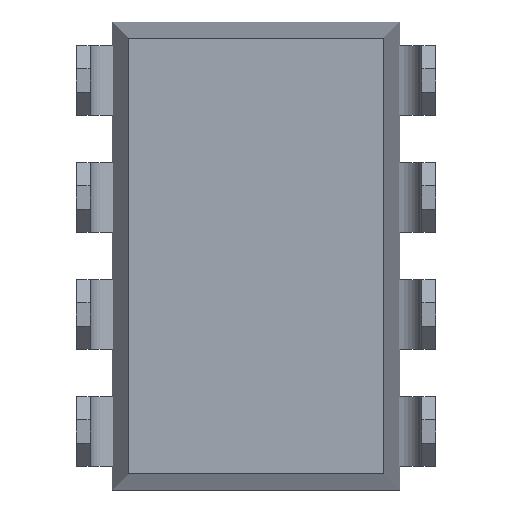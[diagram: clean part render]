
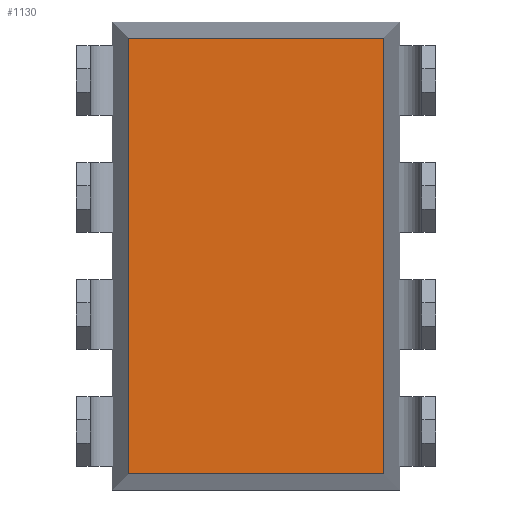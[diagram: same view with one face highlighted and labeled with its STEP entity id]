
A CAD part, front view. The second image highlights one B-rep face of the part: STEP entity #1130.
In plain terms, the highlighted planar face has unit normal (0, -1, 0).
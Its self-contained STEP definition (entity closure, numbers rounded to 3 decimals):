
#596 = VERTEX_POINT ( 'NONE', #2165 ) ;
#598 = EDGE_CURVE ( 'NONE', #596, #599, #2164, .T. ) ;
#599 = VERTEX_POINT ( 'NONE', #2227 ) ;
#604 = VERTEX_POINT ( 'NONE', #2222 ) ;
#615 = VERTEX_POINT ( 'NONE', #2203 ) ;
#634 = EDGE_CURVE ( 'NONE', #615, #604, #2272, .T. ) ;
#1128 = EDGE_CURVE ( 'NONE', #604, #596, #3107, .T. ) ;
#1130 = ADVANCED_FACE ( 'NONE', ( #3103 ), #3142, .T. ) ;
#1131 = EDGE_LOOP ( 'NONE', ( #1132, #1133, #1134, #1180 ) ) ;
#1132 = ORIENTED_EDGE ( 'NONE', *, *, #634, .F. ) ;
#1133 = ORIENTED_EDGE ( 'NONE', *, *, #1144, .F. ) ;
#1134 = ORIENTED_EDGE ( 'NONE', *, *, #598, .F. ) ;
#1144 = EDGE_CURVE ( 'NONE', #599, #615, #3169, .T. ) ;
#1180 = ORIENTED_EDGE ( 'NONE', *, *, #1128, .F. ) ;
#2164 = LINE ( 'NONE', #2230, #2229 ) ;
#2165 = CARTESIAN_POINT ( 'NONE',  ( 6.524, 1., 8.539 ) ) ;
#2203 = CARTESIAN_POINT ( 'NONE',  ( 0.976, 1., -0.919 ) ) ;
#2222 = CARTESIAN_POINT ( 'NONE',  ( 0.976, 1., 8.539 ) ) ;
#2227 = CARTESIAN_POINT ( 'NONE',  ( 6.524, 1., -0.919 ) ) ;
#2228 = DIRECTION ( 'NONE',  ( 0., 0., -1. ) ) ;
#2229 = VECTOR ( 'NONE', #2228, 1000. ) ;
#2230 = CARTESIAN_POINT ( 'NONE',  ( 6.524, 1., 8.89 ) ) ;
#2269 = DIRECTION ( 'NONE',  ( 0., 0., 1. ) ) ;
#2270 = VECTOR ( 'NONE', #2269, 1000. ) ;
#2271 = CARTESIAN_POINT ( 'NONE',  ( 0.976, 1., 8.89 ) ) ;
#2272 = LINE ( 'NONE', #2271, #2270 ) ;
#3103 = FACE_OUTER_BOUND ( 'NONE', #1131, .T. ) ;
#3104 = DIRECTION ( 'NONE',  ( 1., 0., 0. ) ) ;
#3105 = VECTOR ( 'NONE', #3104, 1000. ) ;
#3106 = CARTESIAN_POINT ( 'NONE',  ( 0.625, 1., 8.539 ) ) ;
#3107 = LINE ( 'NONE', #3106, #3105 ) ;
#3136 = DIRECTION ( 'NONE',  ( 0., 0., -1. ) ) ;
#3137 = DIRECTION ( 'NONE',  ( 0., -1., 0. ) ) ;
#3138 = CARTESIAN_POINT ( 'NONE',  ( 0.625, 1., -1.27 ) ) ;
#3139 = AXIS2_PLACEMENT_3D ( 'NONE', #3138, #3137, #3136 ) ;
#3142 = PLANE ( 'NONE',  #3139 ) ;
#3166 = DIRECTION ( 'NONE',  ( -1., 0., 0. ) ) ;
#3167 = VECTOR ( 'NONE', #3166, 1000. ) ;
#3168 = CARTESIAN_POINT ( 'NONE',  ( 0.625, 1., -0.919 ) ) ;
#3169 = LINE ( 'NONE', #3168, #3167 ) ;
